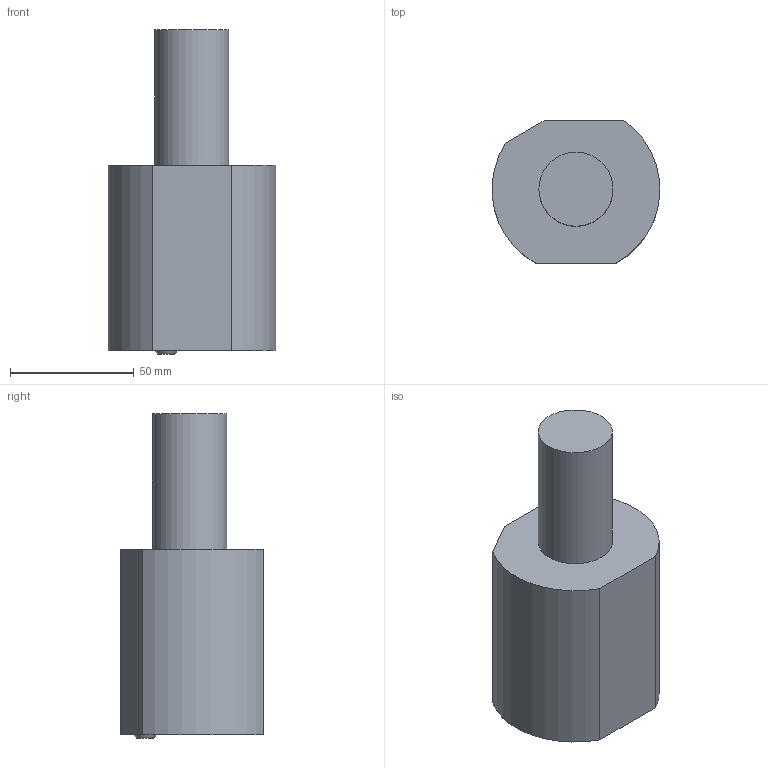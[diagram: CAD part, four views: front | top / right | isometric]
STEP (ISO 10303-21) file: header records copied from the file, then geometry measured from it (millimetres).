
FILE_DESCRIPTION(/* description */ (''),/* implementation_level */ '2;1');
FILE_NAME(/* name */ 'VDI.30-F1.MT.3.stp',/* time_stamp */ '2024-10-02T08:34:43+02:00',/* author */ (''),/* organization */ (''),/* preprocessor_version */ 'ST-DEVELOPER v16.7',/* originating_system */ 'SIEMENS PLM Software NX 12.0',/* authorisation */ '');
FILE_SCHEMA (('AUTOMOTIVE_DESIGN { 1 0 10303 214 3 1 1 1 }'));
Length unit declared in the file: millimetre
Products named in the file (1): pf6624DC61AFpns4
Bounding box: 67.84 x 58 x 131.5 mm (x, y, z)
Volume: 290358.1 mm3; surface area: 27540.3 mm2
Topology: 1 solids, 1 shells, 11 faces, 23 edges, 16 vertices
Faces by surface type: plane 7, cylinder 3, sphere 1
Full cylindrical faces by diameter (mm): 30 x1
Entity records: 360 total; most frequent: DIRECTION 61, CARTESIAN_POINT 53, ORIENTED_EDGE 44, AXIS2_PLACEMENT_3D 24, EDGE_CURVE 22, VERTEX_POINT 16, EDGE_LOOP 14, LINE 13
